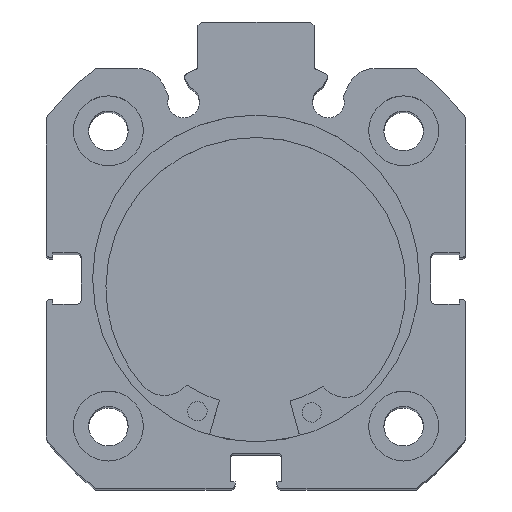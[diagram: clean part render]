
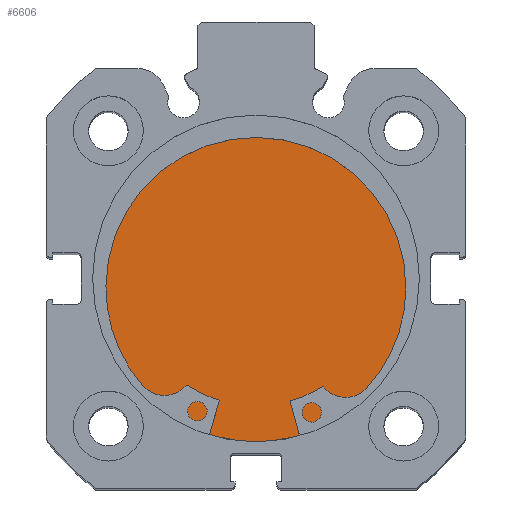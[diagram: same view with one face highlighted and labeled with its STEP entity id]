
A CAD part, top view. The second image highlights one B-rep face of the part: STEP entity #6606.
In plain terms, the highlighted face is planar.
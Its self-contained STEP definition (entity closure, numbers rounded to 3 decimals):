
#148 = ORIENTED_EDGE ( 'NONE', *, *, #5469, .F. ) ;
#149 = ORIENTED_EDGE ( 'NONE', *, *, #5456, .F. ) ;
#171 = EDGE_LOOP ( 'NONE', ( #149, #148 ) ) ;
#914 = CIRCLE ( 'NONE', #5837, 21. ) ;
#936 = CIRCLE ( 'NONE', #5843, 21. ) ;
#1546 = FACE_OUTER_BOUND ( 'NONE', #171, .T. ) ;
#2346 = CARTESIAN_POINT ( 'NONE',  ( 8.5, 21., 0. ) ) ;
#2347 = PLANE ( 'NONE',  #6069 ) ;
#2349 = DIRECTION ( 'NONE',  ( -1., 0., 0. ) ) ;
#2350 = DIRECTION ( 'NONE',  ( 0., 0., 1. ) ) ;
#3459 = VERTEX_POINT ( 'NONE', #3498 ) ;
#3498 = CARTESIAN_POINT ( 'NONE',  ( 8.5, 0., -21. ) ) ;
#3507 = CARTESIAN_POINT ( 'NONE',  ( 8.5, 0., 21. ) ) ;
#3516 = VERTEX_POINT ( 'NONE', #3507 ) ;
#4517 = DIRECTION ( 'NONE',  ( 0., 0., 1. ) ) ;
#4518 = DIRECTION ( 'NONE',  ( -1., 0., 0. ) ) ;
#4522 = CARTESIAN_POINT ( 'NONE',  ( 8.5, 0., 0. ) ) ;
#4558 = DIRECTION ( 'NONE',  ( 0., 0., 1. ) ) ;
#4560 = DIRECTION ( 'NONE',  ( -1., 0., 0. ) ) ;
#4562 = CARTESIAN_POINT ( 'NONE',  ( 8.5, 0., 0. ) ) ;
#5456 = EDGE_CURVE ( 'NONE', #3516, #3459, #914, .T. ) ;
#5469 = EDGE_CURVE ( 'NONE', #3459, #3516, #936, .T. ) ;
#5837 = AXIS2_PLACEMENT_3D ( 'NONE', #4562, #4560, #4558 ) ;
#5843 = AXIS2_PLACEMENT_3D ( 'NONE', #4522, #4518, #4517 ) ;
#6069 = AXIS2_PLACEMENT_3D ( 'NONE', #2346, #2349, #2350 ) ;
#6606 = ADVANCED_FACE ( 'NONE', ( #1546 ), #2347, .F. ) ;
